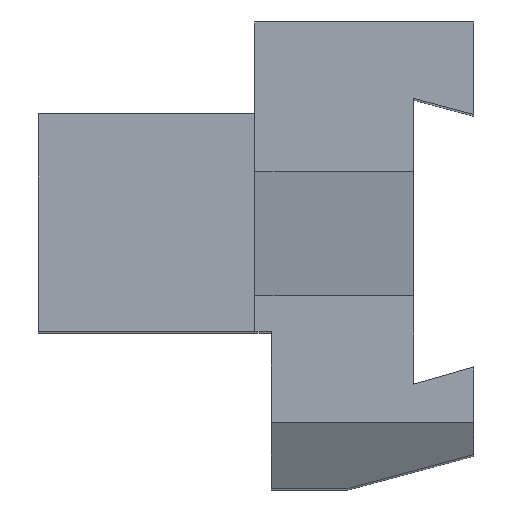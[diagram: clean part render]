
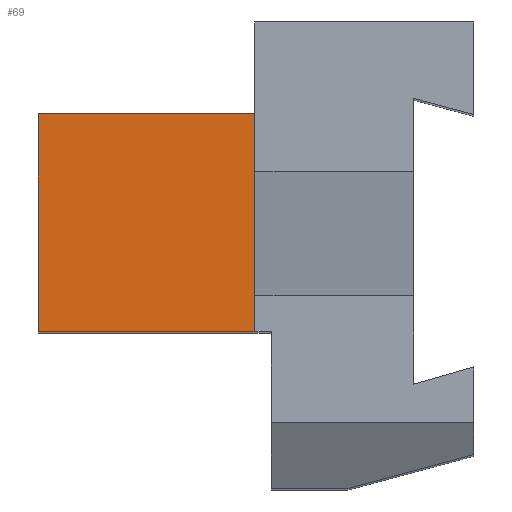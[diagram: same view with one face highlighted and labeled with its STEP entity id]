
A CAD part, top view. The second image highlights one B-rep face of the part: STEP entity #69.
In plain terms, the highlighted planar face has unit normal (0, 0, 1).
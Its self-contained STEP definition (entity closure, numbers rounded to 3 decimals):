
#69=ADVANCED_FACE('',(#121),#95,.T.);
#95=PLANE('',#565);
#121=FACE_OUTER_BOUND('',#147,.T.);
#147=EDGE_LOOP('',(#265,#266,#267,#268));
#265=ORIENTED_EDGE('',*,*,#384,.T.);
#266=ORIENTED_EDGE('',*,*,#385,.F.);
#267=ORIENTED_EDGE('',*,*,#378,.F.);
#268=ORIENTED_EDGE('',*,*,#386,.F.);
#316=VERTEX_POINT('',#807);
#318=VERTEX_POINT('',#810);
#322=VERTEX_POINT('',#822);
#323=VERTEX_POINT('',#823);
#378=EDGE_CURVE('',#316,#318,#443,.T.);
#384=EDGE_CURVE('',#322,#323,#449,.T.);
#385=EDGE_CURVE('',#318,#323,#450,.T.);
#386=EDGE_CURVE('',#322,#316,#451,.T.);
#443=LINE('',#809,#508);
#449=LINE('',#821,#514);
#450=LINE('',#824,#515);
#451=LINE('',#825,#516);
#508=VECTOR('',#671,1.);
#514=VECTOR('',#681,1.);
#515=VECTOR('',#682,1.);
#516=VECTOR('',#683,1.);
#565=AXIS2_PLACEMENT_3D('',#826,#684,#685);
#671=DIRECTION('',(0.,1.,0.));
#681=DIRECTION('',(0.,1.,0.));
#682=DIRECTION('',(1.,0.,0.));
#683=DIRECTION('',(-1.,0.,0.));
#684=DIRECTION('',(0.,0.,1.));
#685=DIRECTION('',(1.,0.,0.));
#807=CARTESIAN_POINT('',(-19.8,-28.27,91.5));
#809=CARTESIAN_POINT('',(-19.8,-28.27,91.5));
#810=CARTESIAN_POINT('',(-19.8,-8.37,91.5));
#821=CARTESIAN_POINT('',(0.,-61.,91.5));
#822=CARTESIAN_POINT('',(0.,-28.27,91.5));
#823=CARTESIAN_POINT('',(0.,-8.37,91.5));
#824=CARTESIAN_POINT('',(-1.414,-8.37,91.5));
#825=CARTESIAN_POINT('',(1.5,-28.27,91.5));
#826=CARTESIAN_POINT('',(0.,-61.,91.5));
